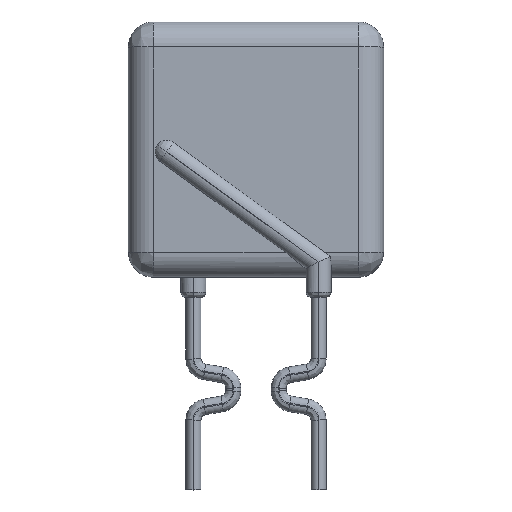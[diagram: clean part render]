
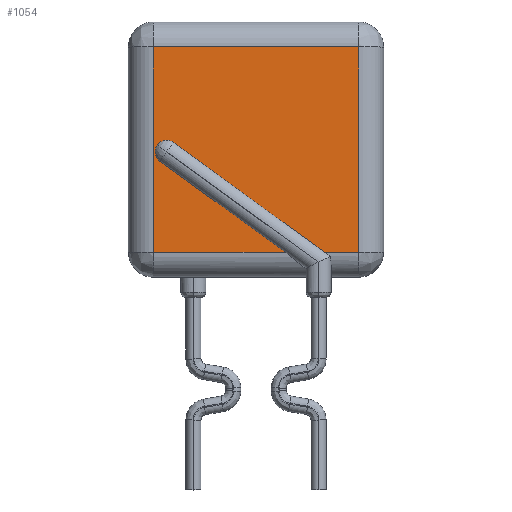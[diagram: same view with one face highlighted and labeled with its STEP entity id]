
A CAD part, top view. The second image highlights one B-rep face of the part: STEP entity #1054.
In plain terms, the highlighted planar face has unit normal (0, 0, 1).
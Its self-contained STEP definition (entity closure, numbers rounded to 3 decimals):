
#15 = DIRECTION ( 'NONE',  ( -0.809, 0.588, 0. ) ) ;
#84 = CARTESIAN_POINT ( 'NONE',  ( 6.27, 1., 1.2 ) ) ;
#158 = EDGE_LOOP ( 'NONE', ( #3772, #901, #2039, #2778, #3243, #5786, #596, #810, #297, #8911 ) ) ;
#235 = CARTESIAN_POINT ( 'NONE',  ( 0., 0., 1.2 ) ) ;
#297 = ORIENTED_EDGE ( 'NONE', *, *, #7182, .T. ) ;
#332 = CARTESIAN_POINT ( 'NONE',  ( 0., 1., 1.2 ) ) ;
#441 = DIRECTION ( 'NONE',  ( 1., 0., 0. ) ) ;
#516 = LINE ( 'NONE', #3463, #7952 ) ;
#593 = VERTEX_POINT ( 'NONE', #8057 ) ;
#596 = ORIENTED_EDGE ( 'NONE', *, *, #7821, .T. ) ;
#787 = VERTEX_POINT ( 'NONE', #8221 ) ;
#795 = CARTESIAN_POINT ( 'NONE',  ( 1., 9.2, 1.2 ) ) ;
#810 = ORIENTED_EDGE ( 'NONE', *, *, #813, .T. ) ;
#812 = FACE_OUTER_BOUND ( 'NONE', #158, .T. ) ;
#813 = EDGE_CURVE ( 'NONE', #1485, #9137, #1049, .T. ) ;
#901 = ORIENTED_EDGE ( 'NONE', *, *, #9061, .T. ) ;
#1020 = CARTESIAN_POINT ( 'NONE',  ( 9.2, 9.2, 1.2 ) ) ;
#1049 = LINE ( 'NONE', #6813, #8255 ) ;
#1054 = ADVANCED_FACE ( 'NONE', ( #812 ), #7958, .T. ) ;
#1093 = VERTEX_POINT ( 'NONE', #7870 ) ;
#1169 = EDGE_CURVE ( 'NONE', #5738, #8919, #1311, .T. ) ;
#1311 = B_SPLINE_CURVE_WITH_KNOTS ( 'NONE', 3,
 ( #8535, #7700, #4547, #3478, #4142, #7757 ),
 .UNSPECIFIED., .F., .F.,
 ( 4, 2, 4 ),
 ( 0., 0., 0.001 ),
 .UNSPECIFIED. ) ;
#1485 = VERTEX_POINT ( 'NONE', #795 ) ;
#1825 = CARTESIAN_POINT ( 'NONE',  ( 1.154, 5.273, 1.2 ) ) ;
#2039 = ORIENTED_EDGE ( 'NONE', *, *, #7397, .T. ) ;
#2097 = LINE ( 'NONE', #7223, #5938 ) ;
#2288 = VECTOR ( 'NONE', #441, 1000. ) ;
#2308 = CARTESIAN_POINT ( 'NONE',  ( 1.575, 5.482, 1.2 ) ) ;
#2335 = CARTESIAN_POINT ( 'NONE',  ( 6.27, 1., 1.2 ) ) ;
#2362 = VECTOR ( 'NONE', #8114, 1000. ) ;
#2371 = VERTEX_POINT ( 'NONE', #7550 ) ;
#2751 = EDGE_CURVE ( 'NONE', #2936, #5738, #9284, .T. ) ;
#2778 = ORIENTED_EDGE ( 'NONE', *, *, #4599, .T. ) ;
#2936 = VERTEX_POINT ( 'NONE', #2335 ) ;
#3042 = CARTESIAN_POINT ( 'NONE',  ( 1.795, 5.386, 1.2 ) ) ;
#3219 = LINE ( 'NONE', #7288, #6848 ) ;
#3243 = ORIENTED_EDGE ( 'NONE', *, *, #4710, .T. ) ;
#3463 = CARTESIAN_POINT ( 'NONE',  ( 1.795, 5.386, 1.2 ) ) ;
#3478 = CARTESIAN_POINT ( 'NONE',  ( 1.056, 5.053, 1.2 ) ) ;
#3557 = DIRECTION ( 'NONE',  ( -1., 0., 0. ) ) ;
#3626 = DIRECTION ( 'NONE',  ( 0.809, -0.588, 0. ) ) ;
#3770 = CARTESIAN_POINT ( 'NONE',  ( 9.2, 0., 1.2 ) ) ;
#3772 = ORIENTED_EDGE ( 'NONE', *, *, #1169, .T. ) ;
#4142 = CARTESIAN_POINT ( 'NONE',  ( 1.084, 5.177, 1.2 ) ) ;
#4232 = CARTESIAN_POINT ( 'NONE',  ( 1., 1., 1.2 ) ) ;
#4465 = CARTESIAN_POINT ( 'NONE',  ( 1.164, 5.286, 1.2 ) ) ;
#4547 = CARTESIAN_POINT ( 'NONE',  ( 1.095, 4.822, 1.2 ) ) ;
#4592 = DIRECTION ( 'NONE',  ( 0., -1., 0. ) ) ;
#4599 = EDGE_CURVE ( 'NONE', #787, #1093, #516, .T. ) ;
#4710 = EDGE_CURVE ( 'NONE', #1093, #593, #6141, .T. ) ;
#5189 = CARTESIAN_POINT ( 'NONE',  ( 1.234, 5.383, 1.2 ) ) ;
#5738 = VERTEX_POINT ( 'NONE', #7765 ) ;
#5786 = ORIENTED_EDGE ( 'NONE', *, *, #6418, .T. ) ;
#5862 = VECTOR ( 'NONE', #6918, 1000. ) ;
#5938 = VECTOR ( 'NONE', #3557, 1000. ) ;
#5990 = CARTESIAN_POINT ( 'NONE',  ( 1.154, 5.273, 1.2 ) ) ;
#6093 = LINE ( 'NONE', #1825, #5862 ) ;
#6103 = VERTEX_POINT ( 'NONE', #1020 ) ;
#6141 = LINE ( 'NONE', #332, #2288 ) ;
#6206 = LINE ( 'NONE', #3770, #2362 ) ;
#6418 = EDGE_CURVE ( 'NONE', #593, #6103, #6206, .T. ) ;
#6651 = CARTESIAN_POINT ( 'NONE',  ( 1.342, 5.447, 1.2 ) ) ;
#6813 = CARTESIAN_POINT ( 'NONE',  ( 1., 0., 1.2 ) ) ;
#6848 = VECTOR ( 'NONE', #8037, 1000. ) ;
#6859 = DIRECTION ( 'NONE',  ( 1., 0., 0. ) ) ;
#6918 = DIRECTION ( 'NONE',  ( 0.588, 0.809, 0. ) ) ;
#7086 = DIRECTION ( 'NONE',  ( 0., 0., 1. ) ) ;
#7182 = EDGE_CURVE ( 'NONE', #9137, #2936, #3219, .T. ) ;
#7223 = CARTESIAN_POINT ( 'NONE',  ( 0., 9.2, 1.2 ) ) ;
#7288 = CARTESIAN_POINT ( 'NONE',  ( 0., 1., 1.2 ) ) ;
#7367 = CARTESIAN_POINT ( 'NONE',  ( 1.698, 5.456, 1.2 ) ) ;
#7370 = VECTOR ( 'NONE', #15, 1000. ) ;
#7397 = EDGE_CURVE ( 'NONE', #2371, #787, #9076, .T. ) ;
#7510 = AXIS2_PLACEMENT_3D ( 'NONE', #235, #7086, #6859 ) ;
#7550 = CARTESIAN_POINT ( 'NONE',  ( 1.164, 5.286, 1.2 ) ) ;
#7700 = CARTESIAN_POINT ( 'NONE',  ( 1.158, 4.712, 1.2 ) ) ;
#7757 = CARTESIAN_POINT ( 'NONE',  ( 1.154, 5.273, 1.2 ) ) ;
#7765 = CARTESIAN_POINT ( 'NONE',  ( 1.254, 4.642, 1.2 ) ) ;
#7821 = EDGE_CURVE ( 'NONE', #6103, #1485, #2097, .T. ) ;
#7870 = CARTESIAN_POINT ( 'NONE',  ( 7.828, 1., 1.2 ) ) ;
#7952 = VECTOR ( 'NONE', #3626, 1000. ) ;
#7958 = PLANE ( 'NONE',  #7510 ) ;
#8037 = DIRECTION ( 'NONE',  ( 1., 0., 0. ) ) ;
#8057 = CARTESIAN_POINT ( 'NONE',  ( 9.2, 1., 1.2 ) ) ;
#8114 = DIRECTION ( 'NONE',  ( 0., 1., 0. ) ) ;
#8221 = CARTESIAN_POINT ( 'NONE',  ( 1.795, 5.386, 1.2 ) ) ;
#8255 = VECTOR ( 'NONE', #4592, 1000. ) ;
#8535 = CARTESIAN_POINT ( 'NONE',  ( 1.254, 4.642, 1.2 ) ) ;
#8911 = ORIENTED_EDGE ( 'NONE', *, *, #2751, .T. ) ;
#8919 = VERTEX_POINT ( 'NONE', #5990 ) ;
#9061 = EDGE_CURVE ( 'NONE', #8919, #2371, #6093, .T. ) ;
#9076 = B_SPLINE_CURVE_WITH_KNOTS ( 'NONE', 3,
 ( #4465, #5189, #6651, #2308, #7367, #3042 ),
 .UNSPECIFIED., .F., .F.,
 ( 4, 2, 4 ),
 ( 0., 0., 0.001 ),
 .UNSPECIFIED. ) ;
#9137 = VERTEX_POINT ( 'NONE', #4232 ) ;
#9284 = LINE ( 'NONE', #84, #7370 ) ;
